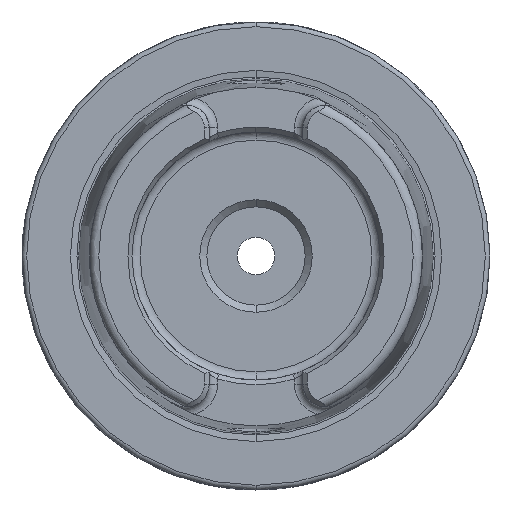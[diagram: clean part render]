
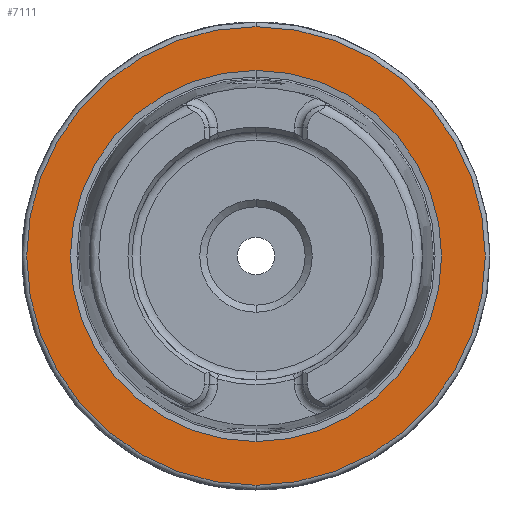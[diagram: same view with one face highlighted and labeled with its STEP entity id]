
A CAD part, left-side view. The second image highlights one B-rep face of the part: STEP entity #7111.
In plain terms, the highlighted planar face has unit normal (-1, 0, 0).
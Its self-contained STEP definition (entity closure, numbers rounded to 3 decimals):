
#159 = DIRECTION ( 'NONE',  ( 0., 0., -1. ) ) ;
#297 = EDGE_LOOP ( 'NONE', ( #3575, #1095 ) ) ;
#553 = CARTESIAN_POINT ( 'NONE',  ( 0., 0., 39.647 ) ) ;
#622 = EDGE_CURVE ( 'NONE', #7160, #1400, #2920, .T. ) ;
#829 = EDGE_LOOP ( 'NONE', ( #7171, #2096 ) ) ;
#878 = CIRCLE ( 'NONE', #3399, 49. ) ;
#961 = EDGE_CURVE ( 'NONE', #1400, #7160, #1665, .T. ) ;
#1095 = ORIENTED_EDGE ( 'NONE', *, *, #961, .T. ) ;
#1218 = CARTESIAN_POINT ( 'NONE',  ( 0., 0., 49. ) ) ;
#1303 = CARTESIAN_POINT ( 'NONE',  ( 0., 0., 0. ) ) ;
#1400 = VERTEX_POINT ( 'NONE', #5247 ) ;
#1503 = PLANE ( 'NONE',  #4242 ) ;
#1643 = EDGE_CURVE ( 'NONE', #5022, #4054, #878, .T. ) ;
#1665 = CIRCLE ( 'NONE', #1794, 39.647 ) ;
#1794 = AXIS2_PLACEMENT_3D ( 'NONE', #2149, #4574, #5060 ) ;
#1931 = DIRECTION ( 'NONE',  ( 0., 0., -1. ) ) ;
#2027 = DIRECTION ( 'NONE',  ( 1., 0., 0. ) ) ;
#2096 = ORIENTED_EDGE ( 'NONE', *, *, #6454, .F. ) ;
#2149 = CARTESIAN_POINT ( 'NONE',  ( 0., 0., 0. ) ) ;
#2846 = DIRECTION ( 'NONE',  ( 1., 0., 0. ) ) ;
#2920 = CIRCLE ( 'NONE', #3943, 39.647 ) ;
#3399 = AXIS2_PLACEMENT_3D ( 'NONE', #1303, #3725, #1931 ) ;
#3466 = AXIS2_PLACEMENT_3D ( 'NONE', #7199, #2027, #159 ) ;
#3575 = ORIENTED_EDGE ( 'NONE', *, *, #622, .T. ) ;
#3725 = DIRECTION ( 'NONE',  ( 1., 0., 0. ) ) ;
#3943 = AXIS2_PLACEMENT_3D ( 'NONE', #6502, #2846, #5806 ) ;
#4054 = VERTEX_POINT ( 'NONE', #1218 ) ;
#4242 = AXIS2_PLACEMENT_3D ( 'NONE', #7013, #7603, #7534 ) ;
#4574 = DIRECTION ( 'NONE',  ( 1., 0., 0. ) ) ;
#5022 = VERTEX_POINT ( 'NONE', #6405 ) ;
#5060 = DIRECTION ( 'NONE',  ( 0., 0., -1. ) ) ;
#5125 = FACE_BOUND ( 'NONE', #297, .T. ) ;
#5247 = CARTESIAN_POINT ( 'NONE',  ( 0., 0., -39.647 ) ) ;
#5804 = FACE_OUTER_BOUND ( 'NONE', #829, .T. ) ;
#5806 = DIRECTION ( 'NONE',  ( 0., 0., -1. ) ) ;
#6405 = CARTESIAN_POINT ( 'NONE',  ( 0., 0., -49. ) ) ;
#6454 = EDGE_CURVE ( 'NONE', #4054, #5022, #6898, .T. ) ;
#6502 = CARTESIAN_POINT ( 'NONE',  ( 0., 0., 0. ) ) ;
#6898 = CIRCLE ( 'NONE', #3466, 49. ) ;
#7013 = CARTESIAN_POINT ( 'NONE',  ( 0., 39.647, 0. ) ) ;
#7111 = ADVANCED_FACE ( 'NONE', ( #5125, #5804 ), #1503, .T. ) ;
#7160 = VERTEX_POINT ( 'NONE', #553 ) ;
#7171 = ORIENTED_EDGE ( 'NONE', *, *, #1643, .F. ) ;
#7199 = CARTESIAN_POINT ( 'NONE',  ( 0., 0., 0. ) ) ;
#7534 = DIRECTION ( 'NONE',  ( 0., 0., 1. ) ) ;
#7603 = DIRECTION ( 'NONE',  ( -1., 0., 0. ) ) ;
